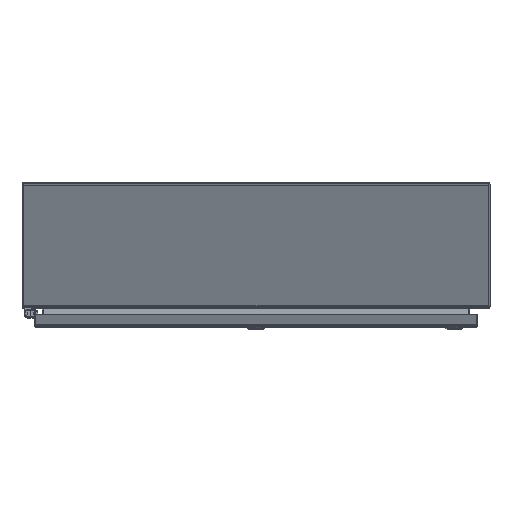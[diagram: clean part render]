
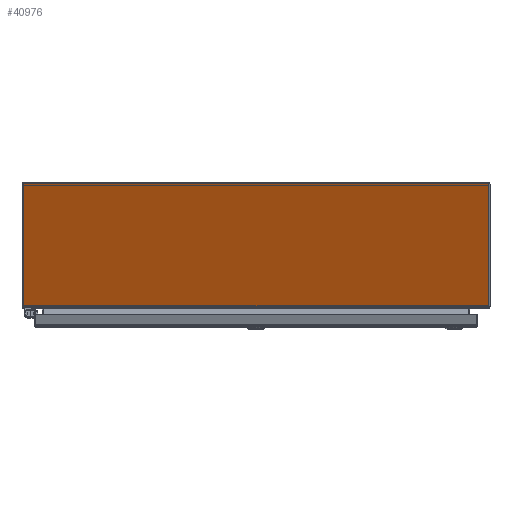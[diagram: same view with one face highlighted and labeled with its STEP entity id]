
A CAD part, top view. The second image highlights one B-rep face of the part: STEP entity #40976.
In plain terms, the highlighted planar face has unit normal (0, -0.423, 0.906).
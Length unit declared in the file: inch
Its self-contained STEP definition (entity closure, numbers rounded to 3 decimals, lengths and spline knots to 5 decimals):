
#169 = CARTESIAN_POINT ( 'NONE',  ( -14.928, -0.101, 19.862 ) ) ;
#764 = DIRECTION ( 'NONE',  ( 0., -0.906, -0.423 ) ) ;
#2737 = LINE ( 'NONE', #51875, #35963 ) ;
#3506 = EDGE_LOOP ( 'NONE', ( #30846, #5325, #14143, #35416, #9723, #30438 ) ) ;
#5325 = ORIENTED_EDGE ( 'NONE', *, *, #50745, .T. ) ;
#5458 = VERTEX_POINT ( 'NONE', #11582 ) ;
#6126 = CARTESIAN_POINT ( 'NONE',  ( -14.928, -7.78568, 16.27858 ) ) ;
#9494 = CARTESIAN_POINT ( 'NONE',  ( -14.928, -0.101, 19.862 ) ) ;
#9723 = ORIENTED_EDGE ( 'NONE', *, *, #32388, .T. ) ;
#10821 = VECTOR ( 'NONE', #50162, 39.37008 ) ;
#11004 = DIRECTION ( 'NONE',  ( -1., 0., 0. ) ) ;
#11475 = CARTESIAN_POINT ( 'NONE',  ( -14.928, -7.78568, 16.27858 ) ) ;
#11582 = CARTESIAN_POINT ( 'NONE',  ( 14.928, -0.101, 19.862 ) ) ;
#13489 = FACE_OUTER_BOUND ( 'NONE', #3506, .T. ) ;
#14143 = ORIENTED_EDGE ( 'NONE', *, *, #39648, .T. ) ;
#16002 = AXIS2_PLACEMENT_3D ( 'NONE', #9494, #25658, #41845 ) ;
#16490 = DIRECTION ( 'NONE',  ( 0., 0.906, 0.423 ) ) ;
#19696 = DIRECTION ( 'NONE',  ( 0.221, -0.884, -0.412 ) ) ;
#20718 = VERTEX_POINT ( 'NONE', #6126 ) ;
#24675 = LINE ( 'NONE', #48842, #46374 ) ;
#25658 = DIRECTION ( 'NONE',  ( 0., -0.423, 0.906 ) ) ;
#25983 = CARTESIAN_POINT ( 'NONE',  ( 14.89008, -7.93764, 16.20772 ) ) ;
#26727 = VECTOR ( 'NONE', #19696, 39.37008 ) ;
#28626 = VECTOR ( 'NONE', #44031, 39.37008 ) ;
#28698 = CARTESIAN_POINT ( 'NONE',  ( 14.928, -0.101, 19.862 ) ) ;
#29662 = PLANE ( 'NONE',  #16002 ) ;
#30283 = CARTESIAN_POINT ( 'NONE',  ( 14.928, -7.78568, 16.27858 ) ) ;
#30438 = ORIENTED_EDGE ( 'NONE', *, *, #34857, .T. ) ;
#30846 = ORIENTED_EDGE ( 'NONE', *, *, #39747, .T. ) ;
#31408 = EDGE_CURVE ( 'NONE', #43810, #38328, #33962, .T. ) ;
#32388 = EDGE_CURVE ( 'NONE', #38328, #5458, #36645, .T. ) ;
#33276 = VERTEX_POINT ( 'NONE', #43080 ) ;
#33962 = LINE ( 'NONE', #25983, #10821 ) ;
#34857 = EDGE_CURVE ( 'NONE', #5458, #51010, #2737, .T. ) ;
#35416 = ORIENTED_EDGE ( 'NONE', *, *, #31408, .T. ) ;
#35963 = VECTOR ( 'NONE', #11004, 39.37008 ) ;
#36098 = CARTESIAN_POINT ( 'NONE',  ( 14.89008, -7.93764, 16.20772 ) ) ;
#36645 = LINE ( 'NONE', #28698, #50599 ) ;
#38328 = VERTEX_POINT ( 'NONE', #30283 ) ;
#39648 = EDGE_CURVE ( 'NONE', #33276, #43810, #47781, .T. ) ;
#39747 = EDGE_CURVE ( 'NONE', #51010, #20718, #24675, .T. ) ;
#40976 = ADVANCED_FACE ( 'NONE', ( #13489 ), #29662, .T. ) ;
#41845 = DIRECTION ( 'NONE',  ( 0., -0.906, -0.423 ) ) ;
#43080 = CARTESIAN_POINT ( 'NONE',  ( -14.89008, -7.93764, 16.20772 ) ) ;
#43810 = VERTEX_POINT ( 'NONE', #36098 ) ;
#44031 = DIRECTION ( 'NONE',  ( 1., 0., 0. ) ) ;
#46374 = VECTOR ( 'NONE', #764, 39.37008 ) ;
#47781 = LINE ( 'NONE', #48049, #28626 ) ;
#48049 = CARTESIAN_POINT ( 'NONE',  ( -14.928, -7.93764, 16.20772 ) ) ;
#48842 = CARTESIAN_POINT ( 'NONE',  ( -14.928, -0.101, 19.862 ) ) ;
#48886 = LINE ( 'NONE', #11475, #26727 ) ;
#50162 = DIRECTION ( 'NONE',  ( 0.221, 0.884, 0.412 ) ) ;
#50599 = VECTOR ( 'NONE', #16490, 39.37008 ) ;
#50745 = EDGE_CURVE ( 'NONE', #20718, #33276, #48886, .T. ) ;
#51010 = VERTEX_POINT ( 'NONE', #169 ) ;
#51875 = CARTESIAN_POINT ( 'NONE',  ( -14.928, -0.101, 19.862 ) ) ;
